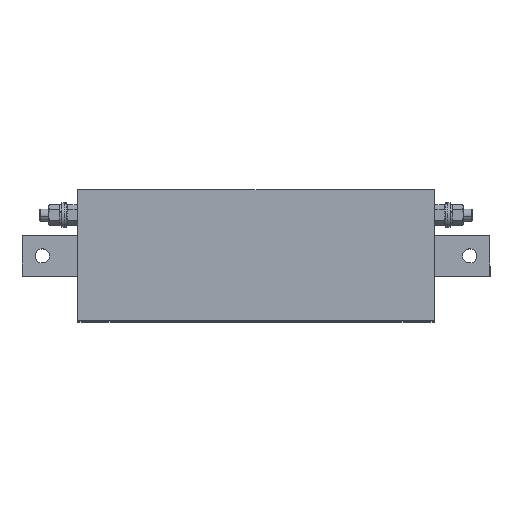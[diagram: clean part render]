
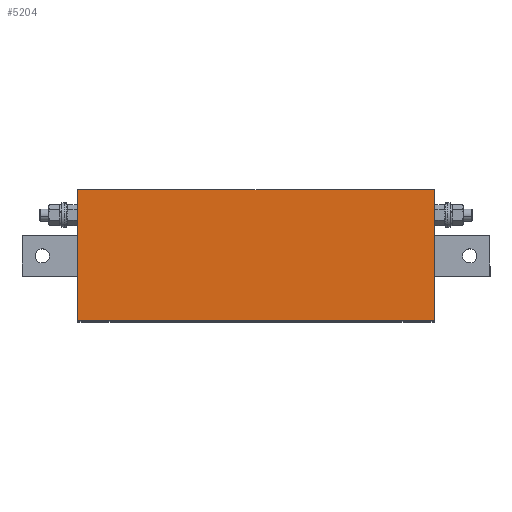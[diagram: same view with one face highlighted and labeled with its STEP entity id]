
A CAD part, top view. The second image highlights one B-rep face of the part: STEP entity #5204.
In plain terms, the highlighted planar face has unit normal (0, 0, 1).
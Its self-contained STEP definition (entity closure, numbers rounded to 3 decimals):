
#106 = CARTESIAN_POINT ( 'NONE',  ( -175., 129., 115. ) ) ;
#431 = VERTEX_POINT ( 'NONE', #5443 ) ;
#885 = VERTEX_POINT ( 'NONE', #6475 ) ;
#1054 = CARTESIAN_POINT ( 'NONE',  ( 175., 0., 115. ) ) ;
#1093 = CARTESIAN_POINT ( 'NONE',  ( 175., 129., 115. ) ) ;
#1157 = ORIENTED_EDGE ( 'NONE', *, *, #6118, .F. ) ;
#1370 = DIRECTION ( 'NONE',  ( 0., -1., 0. ) ) ;
#1652 = PLANE ( 'NONE',  #2234 ) ;
#1752 = ORIENTED_EDGE ( 'NONE', *, *, #3524, .T. ) ;
#2069 = VECTOR ( 'NONE', #4352, 1000. ) ;
#2234 = AXIS2_PLACEMENT_3D ( 'NONE', #1093, #6228, #6757 ) ;
#2286 = ORIENTED_EDGE ( 'NONE', *, *, #3281, .F. ) ;
#2565 = LINE ( 'NONE', #106, #5312 ) ;
#3269 = VECTOR ( 'NONE', #3796, 1000. ) ;
#3281 = EDGE_CURVE ( 'Defeature ausgef�hrt1_12+Defeature ausgef�hrt1_11+Defeature ausgef�hrt1_0+Defeature ausgef�hrt1_1', #4861, #431, #6528, .T. ) ;
#3524 = EDGE_CURVE ( 'Defeature ausgef�hrt1_11+Defeature ausgef�hrt1_1+Defeature ausgef�hrt1_10+Defeature ausgef�hrt1_12', #885, #431, #2565, .T. ) ;
#3628 = CARTESIAN_POINT ( 'NONE',  ( 175., 129., 115. ) ) ;
#3796 = DIRECTION ( 'NONE',  ( -1., 0., 0. ) ) ;
#3897 = CARTESIAN_POINT ( 'NONE',  ( 175., 0., 115. ) ) ;
#4078 = ORIENTED_EDGE ( 'NONE', *, *, #6165, .T. ) ;
#4104 = LINE ( 'NONE', #4753, #6204 ) ;
#4352 = DIRECTION ( 'NONE',  ( -1., 0., 0. ) ) ;
#4753 = CARTESIAN_POINT ( 'NONE',  ( 175., 129., 115. ) ) ;
#4861 = VERTEX_POINT ( 'NONE', #3897 ) ;
#5072 = LINE ( 'NONE', #7168, #2069 ) ;
#5145 = VERTEX_POINT ( 'NONE', #3628 ) ;
#5204 = ADVANCED_FACE ( 'Defeature ausgef�hrt1_11', ( #7078 ), #1652, .F. ) ;
#5312 = VECTOR ( 'NONE', #6305, 1000. ) ;
#5443 = CARTESIAN_POINT ( 'NONE',  ( -175., 0., 115. ) ) ;
#6118 = EDGE_CURVE ( 'Defeature ausgef�hrt1_0+Defeature ausgef�hrt1_11+Defeature ausgef�hrt1_10+Defeature ausgef�hrt1_12', #5145, #4861, #4104, .T. ) ;
#6165 = EDGE_CURVE ( 'Defeature ausgef�hrt1_11+Defeature ausgef�hrt1_10+Defeature ausgef�hrt1_0+Defeature ausgef�hrt1_1', #5145, #885, #5072, .T. ) ;
#6204 = VECTOR ( 'NONE', #1370, 1000. ) ;
#6228 = DIRECTION ( 'NONE',  ( 0., 0., -1. ) ) ;
#6305 = DIRECTION ( 'NONE',  ( 0., -1., 0. ) ) ;
#6475 = CARTESIAN_POINT ( 'NONE',  ( -175., 129., 115. ) ) ;
#6528 = LINE ( 'NONE', #1054, #3269 ) ;
#6737 = EDGE_LOOP ( 'NONE', ( #1752, #2286, #1157, #4078 ) ) ;
#6757 = DIRECTION ( 'NONE',  ( 0., 1., 0. ) ) ;
#7078 = FACE_OUTER_BOUND ( 'NONE', #6737, .T. ) ;
#7168 = CARTESIAN_POINT ( 'NONE',  ( 175., 129., 115. ) ) ;
